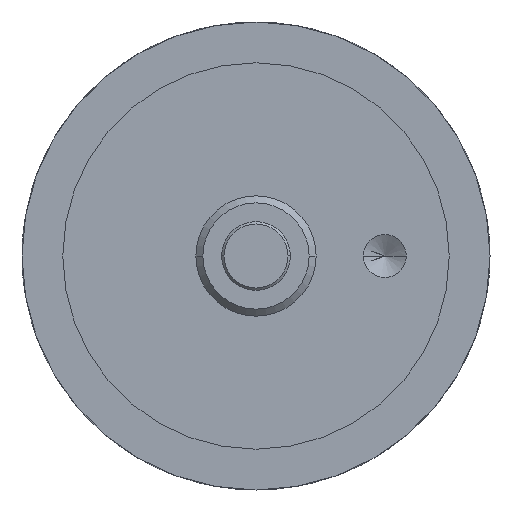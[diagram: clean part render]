
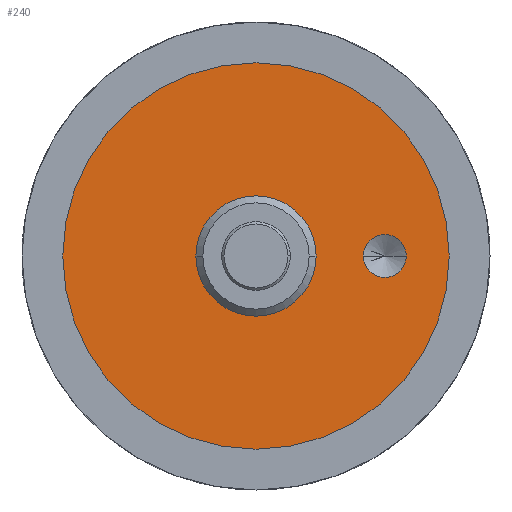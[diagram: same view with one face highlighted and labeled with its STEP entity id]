
A CAD part, front view. The second image highlights one B-rep face of the part: STEP entity #240.
In plain terms, the highlighted planar face has unit normal (0, -1, 0).
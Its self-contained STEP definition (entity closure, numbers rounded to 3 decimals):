
#240=ADVANCED_FACE('',(#521,#522,#523),#524,.T.);
#521=FACE_BOUND('',#863,.T.);
#522=FACE_BOUND('',#864,.T.);
#523=FACE_OUTER_BOUND('',#865,.T.);
#524=PLANE('',#866);
#863=EDGE_LOOP('',(#1423,#1424));
#864=EDGE_LOOP('',(#1425,#1426));
#865=EDGE_LOOP('',(#1427,#1428));
#866=AXIS2_PLACEMENT_3D('',#1429,#1430,#1431);
#1423=ORIENTED_EDGE('',*,*,#2035,.T.);
#1424=ORIENTED_EDGE('',*,*,#1936,.T.);
#1425=ORIENTED_EDGE('',*,*,#2044,.T.);
#1426=ORIENTED_EDGE('',*,*,#1911,.T.);
#1427=ORIENTED_EDGE('',*,*,#1906,.F.);
#1428=ORIENTED_EDGE('',*,*,#2047,.F.);
#1429=CARTESIAN_POINT('',(11.25,0.0,0.0));
#1430=DIRECTION('',(-0.0,-1.0,-0.0));
#1431=DIRECTION('',(-1.0,0.0,0.0));
#1906=EDGE_CURVE('',#2230,#2233,#2234,.T.);
#1911=EDGE_CURVE('',#2242,#2239,#2243,.T.);
#1936=EDGE_CURVE('',#2275,#2278,#2280,.T.);
#2035=EDGE_CURVE('',#2278,#2275,#2425,.T.);
#2044=EDGE_CURVE('',#2239,#2242,#2434,.T.);
#2047=EDGE_CURVE('',#2233,#2230,#2437,.T.);
#2230=VERTEX_POINT('',#2686);
#2233=VERTEX_POINT('',#2690);
#2234=CIRCLE('',#2691,22.5);
#2239=VERTEX_POINT('',#2697);
#2242=VERTEX_POINT('',#2701);
#2243=CIRCLE('',#2702,6.188);
#2275=VERTEX_POINT('',#2743);
#2278=VERTEX_POINT('',#2747);
#2280=CIRCLE('',#2750,2.5);
#2425=CIRCLE('',#3297,2.5);
#2434=CIRCLE('',#3306,6.188);
#2437=CIRCLE('',#3309,22.5);
#2686=CARTESIAN_POINT('',(22.5,0.0,0.0));
#2690=CARTESIAN_POINT('',(-22.5,0.0,0.));
#2691=AXIS2_PLACEMENT_3D('',#4510,#4511,#4512);
#2697=CARTESIAN_POINT('',(6.188,0.0,0.0));
#2701=CARTESIAN_POINT('',(-6.188,0.0,0.));
#2702=AXIS2_PLACEMENT_3D('',#4518,#4519,#4520);
#2743=CARTESIAN_POINT('',(12.5,0.0,0.));
#2747=CARTESIAN_POINT('',(17.5,0.,0.));
#2750=AXIS2_PLACEMENT_3D('',#4556,#4557,#4558);
#3297=AXIS2_PLACEMENT_3D('',#4639,#4640,#4641);
#3306=AXIS2_PLACEMENT_3D('',#4648,#4649,#4650);
#3309=AXIS2_PLACEMENT_3D('',#4654,#4655,#4656);
#4510=CARTESIAN_POINT('',(0.0,0.0,0.0));
#4511=DIRECTION('',(-0.0,1.0,0.0));
#4512=DIRECTION('',(1.0,0.0,0.0));
#4518=CARTESIAN_POINT('',(0.0,0.0,0.0));
#4519=DIRECTION('',(-0.0,1.0,0.0));
#4520=DIRECTION('',(1.0,0.0,0.0));
#4556=CARTESIAN_POINT('',(15.0,0.,0.0));
#4557=DIRECTION('',(0.0,1.0,0.0));
#4558=DIRECTION('',(-1.0,0.0,0.0));
#4639=CARTESIAN_POINT('',(15.0,0.,0.0));
#4640=DIRECTION('',(0.0,1.0,0.0));
#4641=DIRECTION('',(-1.0,0.0,0.0));
#4648=CARTESIAN_POINT('',(0.0,0.0,0.0));
#4649=DIRECTION('',(-0.0,1.0,0.0));
#4650=DIRECTION('',(1.0,0.0,0.0));
#4654=CARTESIAN_POINT('',(0.0,0.0,0.0));
#4655=DIRECTION('',(-0.0,1.0,0.0));
#4656=DIRECTION('',(1.0,0.0,0.0));
